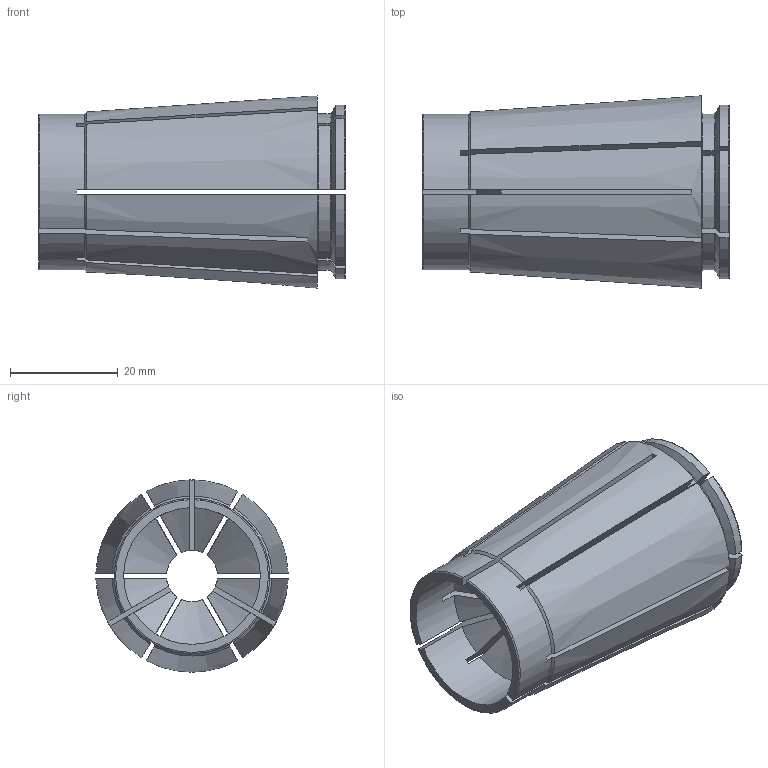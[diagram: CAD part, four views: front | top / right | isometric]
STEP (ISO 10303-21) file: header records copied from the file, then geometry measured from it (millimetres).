
FILE_DESCRIPTION(/* description */ (''),/* implementation_level */ '2;1');
FILE_NAME(/* name */ 'SX25-0375.step',/* time_stamp */ '2021-02-12T16:02:48-06:00',/* author */ (''),/* organization */ (''),/* preprocessor_version */ 'ST-DEVELOPER v18.1',/* originating_system */ 'Autodesk Translation Framework v9.7.1.1290',/* authorisation */ '');
FILE_SCHEMA (('AUTOMOTIVE_DESIGN { 1 0 10303 214 3 1 1 }'));
Length unit declared in the file: millimetre
Products named in the file (1): SX25-0375
Bounding box: 57 x 35.73 x 35.74 mm (x, y, z)
Volume: 32020.2 mm3; surface area: 17747.1 mm2
Topology: 1 solids, 1 shells, 123 faces, 369 edges, 246 vertices
Faces by surface type: plane 42, cone 30, torus 27, cylinder 24
Entity records: 4529 total; most frequent: CARTESIAN_POINT 1297, ORIENTED_EDGE 738, DIRECTION 638, EDGE_CURVE 369, AXIS2_PLACEMENT_3D 247, VERTEX_POINT 246, LINE 144, VECTOR 144
